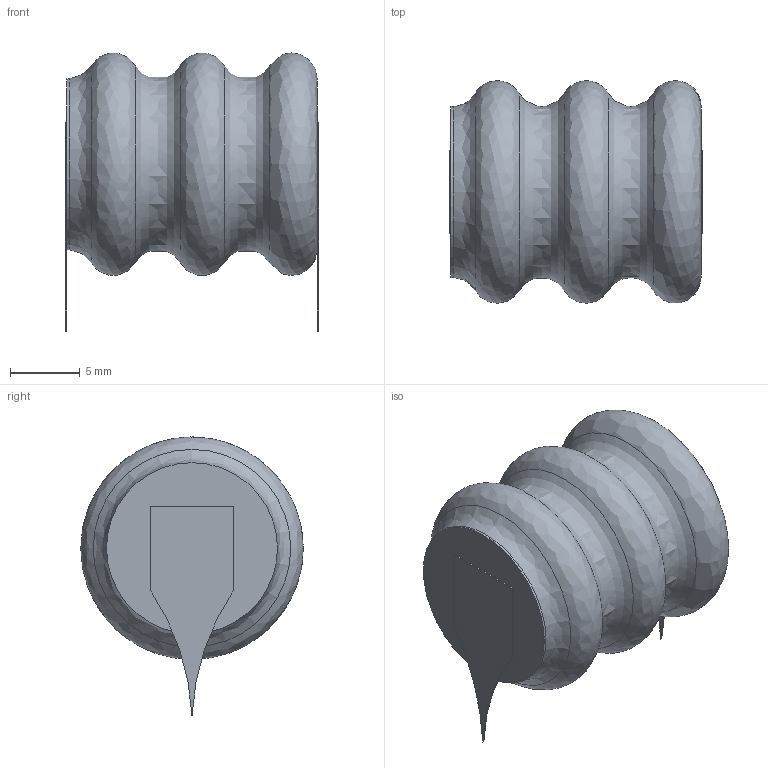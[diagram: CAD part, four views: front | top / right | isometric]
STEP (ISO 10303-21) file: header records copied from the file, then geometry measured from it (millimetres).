
FILE_DESCRIPTION(('FreeCAD Model'),'2;1');
FILE_NAME('battery_nimh_3.6.step', '2021-02-04T16:15:45',('Author'),(''), 'Open CASCADE STEP processor 7.3','FreeCAD','Unknown');
FILE_SCHEMA(('AUTOMOTIVE_DESIGN { 1 0 10303 214 1 1 1 1 }'));
Length unit declared in the file: millimetre
Products named in the file (3): Body; Body001; Body002
Bounding box: 18.2 x 16 x 20 mm (x, y, z)
Volume: 2907.7 mm3; surface area: 1464.8 mm2
Topology: 3 solids, 3 shells, 23 faces, 45 edges, 28 vertices
Faces by surface type: plane 12, revolution 6, cylinder 5
Full cylindrical faces by diameter (mm): 12.3 x1
Entity records: 1283 total; most frequent: CARTESIAN_POINT 241, DIRECTION 203, LINE 103, VECTOR 103, ORIENTED_EDGE 90, PCURVE 90, DEFINITIONAL_REPRESENTATION 90, AXIS2_PLACEMENT_3D 46
